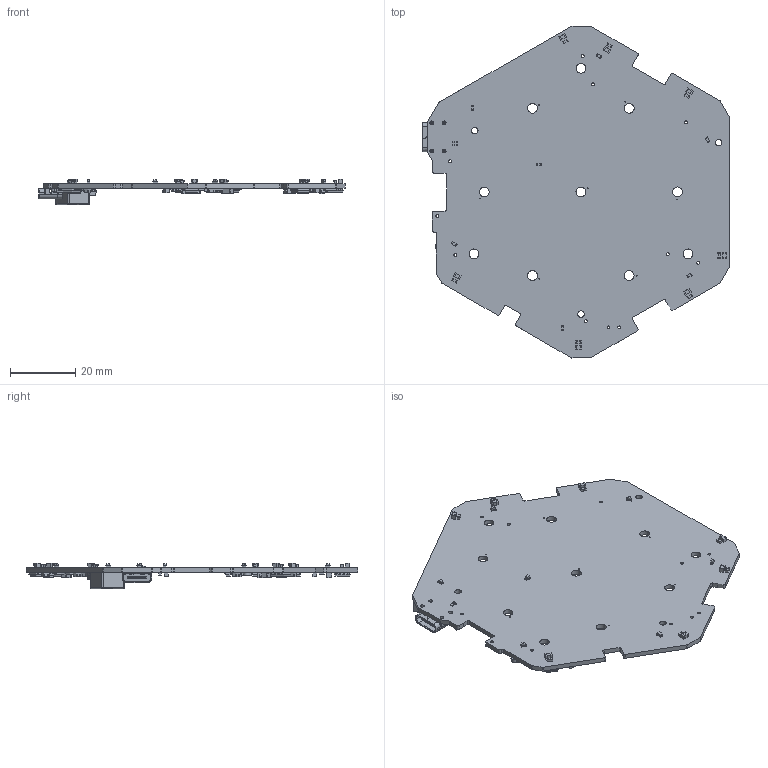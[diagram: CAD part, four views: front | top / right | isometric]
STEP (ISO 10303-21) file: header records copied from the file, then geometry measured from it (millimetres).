
FILE_DESCRIPTION(('KiCad electronic assembly'),'2;1');
FILE_NAME('main.step','2025-08-10T18:04:58',('Pcbnew'),('Kicad'), 'Open CASCADE STEP processor 7.9','KiCad to STEP converter','Unknown' );
FILE_SCHEMA(('AUTOMOTIVE_DESIGN { 1 0 10303 214 1 1 1 1 }'));
Length unit declared in the file: millimetre
Products named in the file (17): main 1; LED_0603_1608Metric; C_0603_1608Metric; R_0402_1005Metric; C_0805_2012Metric; R_1206_3216Metric; C_1206_3216Metric; HSOP-8-1EP_3.9x4.9mm_P1.27mm_EP2.41x3.1mm; C_0402_1005Metric; Fuse_1206_3216Metric; SK68XX-EC3210F v5; TYPE-C-31-M-17; SOT-23; L_Coilcraft_XAL7050-XXX; SOT-23-6; D_SMA; main_PCB
Assembly tree (101 placements, depth 2):
  main 1
    LED_0603_1608Metric  x7
    C_0603_1608Metric  x15
    R_0402_1005Metric  x20
    C_0805_2012Metric  x23
    R_1206_3216Metric  x7
    C_1206_3216Metric  x7
    HSOP-8-1EP_3.9x4.9mm_P1.27mm_EP2.41x3.1mm  x7
    C_0402_1005Metric
    Fuse_1206_3216Metric  x7
    SK68XX-EC3210F v5
    TYPE-C-31-M-17
    SOT-23
    L_Coilcraft_XAL7050-XXX
    SOT-23-6
    D_SMA
    main_PCB
Bounding box: 94.31 x 102.06 x 7.93 mm (x, y, z)
Volume: 10728.1 mm3; surface area: 16839.4 mm2
Topology: 109 solids, 109 shells, 4314 faces, 11309 edges, 7313 vertices
Faces by surface type: plane 2794, cylinder 1334, bspline 154, sphere 20, torus 8, cone 4
Full cylindrical faces by diameter (mm): 0.3 x7, 0.9 x11, 1.2 x4, 2 x3, 3 x10
Entity records: 40420 total; most frequent: CARTESIAN_POINT 6390, ORIENTED_EDGE 5858, DIRECTION 5842, EDGE_CURVE 2929, LINE 2124, VECTOR 2124, VERTEX_POINT 1875, AXIS2_PLACEMENT_3D 1859
